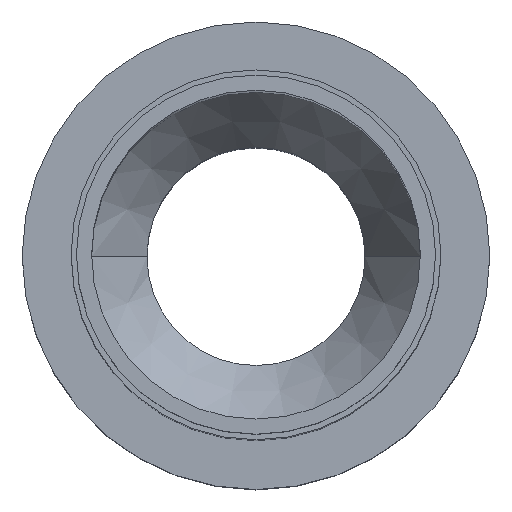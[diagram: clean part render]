
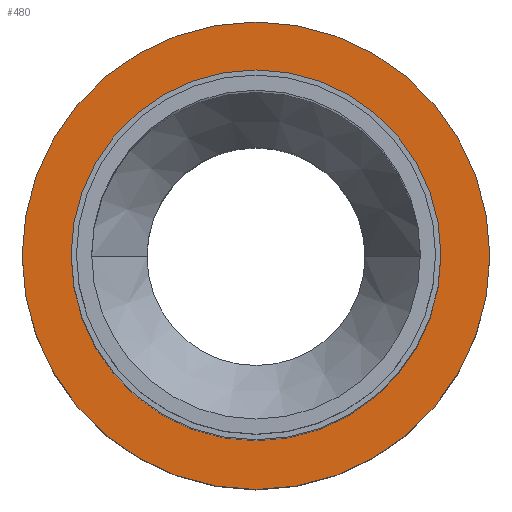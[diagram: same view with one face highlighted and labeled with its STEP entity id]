
A CAD part, top view. The second image highlights one B-rep face of the part: STEP entity #480.
In plain terms, the highlighted planar face has unit normal (0, 0, 1).
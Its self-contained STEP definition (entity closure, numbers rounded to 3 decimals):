
#14 = FACE_BOUND ( 'NONE', #241, .T. ) ;
#19 = AXIS2_PLACEMENT_3D ( 'NONE', #580, #165, #345 ) ;
#22 = CARTESIAN_POINT ( 'NONE',  ( 0., 0., -313. ) ) ;
#28 = EDGE_LOOP ( 'NONE', ( #417, #476 ) ) ;
#35 = CARTESIAN_POINT ( 'NONE',  ( 0., 0., -313. ) ) ;
#56 = CIRCLE ( 'NONE', #233, 109.55 ) ;
#88 = CARTESIAN_POINT ( 'NONE',  ( 109.55, 0., -313. ) ) ;
#132 = EDGE_CURVE ( 'NONE', #561, #557, #418, .T. ) ;
#147 = EDGE_CURVE ( 'NONE', #395, #333, #398, .T. ) ;
#165 = DIRECTION ( 'NONE',  ( 0., 0., -1. ) ) ;
#166 = CARTESIAN_POINT ( 'NONE',  ( 0., 0., -313. ) ) ;
#181 = CARTESIAN_POINT ( 'NONE',  ( 86.64, 0., -313. ) ) ;
#204 = FACE_OUTER_BOUND ( 'NONE', #28, .T. ) ;
#205 = CARTESIAN_POINT ( 'NONE',  ( 0., 0., -313. ) ) ;
#209 = DIRECTION ( 'NONE',  ( 0., 0., 1. ) ) ;
#212 = EDGE_CURVE ( 'NONE', #557, #561, #312, .T. ) ;
#222 = DIRECTION ( 'NONE',  ( 0., 0., 1. ) ) ;
#233 = AXIS2_PLACEMENT_3D ( 'NONE', #35, #222, #404 ) ;
#241 = EDGE_LOOP ( 'NONE', ( #494, #457 ) ) ;
#303 = AXIS2_PLACEMENT_3D ( 'NONE', #22, #209, #391 ) ;
#312 = CIRCLE ( 'NONE', #303, 86.64 ) ;
#333 = VERTEX_POINT ( 'NONE', #88 ) ;
#345 = DIRECTION ( 'NONE',  ( -1., 0., 0. ) ) ;
#346 = DIRECTION ( 'NONE',  ( 0., 0., 1. ) ) ;
#386 = PLANE ( 'NONE',  #19 ) ;
#388 = DIRECTION ( 'NONE',  ( 0., 0., 1. ) ) ;
#391 = DIRECTION ( 'NONE',  ( 1., 0., 0. ) ) ;
#395 = VERTEX_POINT ( 'NONE', #459 ) ;
#396 = AXIS2_PLACEMENT_3D ( 'NONE', #166, #346, #537 ) ;
#398 = CIRCLE ( 'NONE', #396, 109.55 ) ;
#404 = DIRECTION ( 'NONE',  ( 1., 0., 0. ) ) ;
#409 = AXIS2_PLACEMENT_3D ( 'NONE', #205, #388, #581 ) ;
#417 = ORIENTED_EDGE ( 'NONE', *, *, #552, .T. ) ;
#418 = CIRCLE ( 'NONE', #409, 86.64 ) ;
#457 = ORIENTED_EDGE ( 'NONE', *, *, #212, .F. ) ;
#459 = CARTESIAN_POINT ( 'NONE',  ( -109.55, 0., -313. ) ) ;
#476 = ORIENTED_EDGE ( 'NONE', *, *, #147, .T. ) ;
#480 = ADVANCED_FACE ( 'NONE', ( #14, #204 ), #386, .F. ) ;
#494 = ORIENTED_EDGE ( 'NONE', *, *, #132, .F. ) ;
#537 = DIRECTION ( 'NONE',  ( 1., 0., 0. ) ) ;
#552 = EDGE_CURVE ( 'NONE', #333, #395, #56, .T. ) ;
#557 = VERTEX_POINT ( 'NONE', #595 ) ;
#561 = VERTEX_POINT ( 'NONE', #181 ) ;
#580 = CARTESIAN_POINT ( 'NONE',  ( 0., 109.55, -313. ) ) ;
#581 = DIRECTION ( 'NONE',  ( 1., 0., 0. ) ) ;
#595 = CARTESIAN_POINT ( 'NONE',  ( -86.64, 0., -313. ) ) ;
